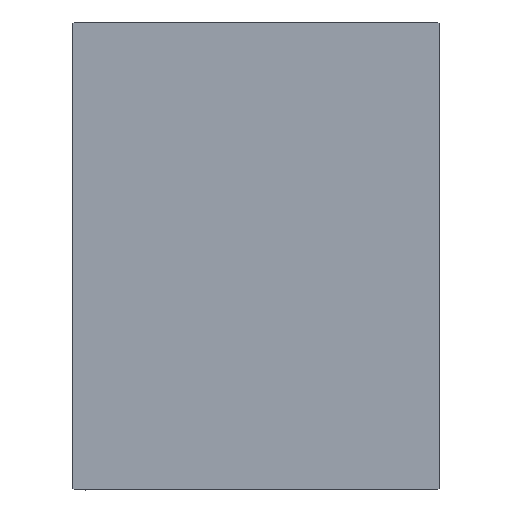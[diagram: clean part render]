
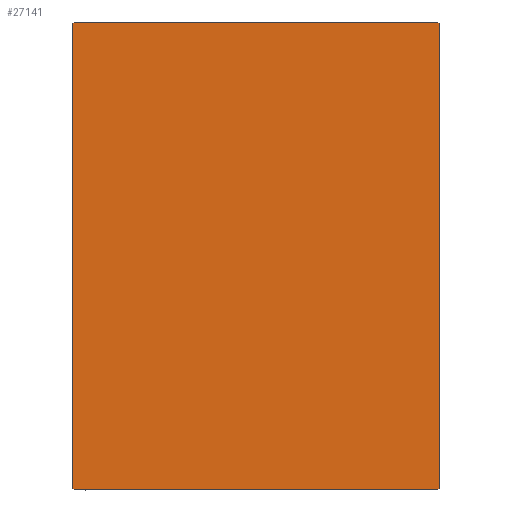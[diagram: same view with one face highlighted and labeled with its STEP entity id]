
A CAD part, left-side view. The second image highlights one B-rep face of the part: STEP entity #27141.
In plain terms, the highlighted face is planar.
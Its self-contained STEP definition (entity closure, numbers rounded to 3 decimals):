
#1172 = EDGE_CURVE ( 'NONE', #16708, #35576, #5094, .T. ) ;
#1851 = LINE ( 'NONE', #8934, #7227 ) ;
#2808 = EDGE_CURVE ( 'NONE', #35576, #23235, #45008, .T. ) ;
#3636 = EDGE_CURVE ( 'NONE', #16253, #5426, #18312, .T. ) ;
#3929 = DIRECTION ( 'NONE',  ( 0., -0.707, -0.707 ) ) ;
#4394 = ORIENTED_EDGE ( 'NONE', *, *, #1172, .T. ) ;
#4977 = VERTEX_POINT ( 'NONE', #24118 ) ;
#5094 = LINE ( 'NONE', #15071, #7889 ) ;
#5342 = CARTESIAN_POINT ( 'NONE',  ( 198., 0., 0. ) ) ;
#5426 = VERTEX_POINT ( 'NONE', #38060 ) ;
#5542 = DIRECTION ( 'NONE',  ( 0., -0.707, 0.707 ) ) ;
#6881 = EDGE_CURVE ( 'NONE', #4977, #16253, #1851, .T. ) ;
#7227 = VECTOR ( 'NONE', #16265, 1000. ) ;
#7889 = VECTOR ( 'NONE', #5542, 1000. ) ;
#7913 = DIRECTION ( 'NONE',  ( 0., 0.707, 0.707 ) ) ;
#8057 = VECTOR ( 'NONE', #3929, 1000. ) ;
#8262 = ORIENTED_EDGE ( 'NONE', *, *, #17304, .T. ) ;
#8396 = CARTESIAN_POINT ( 'NONE',  ( 198., -51.1, 51.1 ) ) ;
#8595 = CARTESIAN_POINT ( 'NONE',  ( 198., -45., -57.2 ) ) ;
#8934 = CARTESIAN_POINT ( 'NONE',  ( 198., -45., -57.5 ) ) ;
#11226 = EDGE_CURVE ( 'NONE', #23235, #30603, #26341, .T. ) ;
#12421 = FACE_OUTER_BOUND ( 'NONE', #43905, .T. ) ;
#12679 = DIRECTION ( 'NONE',  ( 0., -1., 0. ) ) ;
#12751 = ORIENTED_EDGE ( 'NONE', *, *, #11226, .T. ) ;
#13114 = DIRECTION ( 'NONE',  ( 1., 0., 0. ) ) ;
#13151 = VECTOR ( 'NONE', #7913, 1000. ) ;
#13445 = CARTESIAN_POINT ( 'NONE',  ( 198., 45., -57.5 ) ) ;
#13777 = CARTESIAN_POINT ( 'NONE',  ( 198., -51.1, -51.1 ) ) ;
#14016 = LINE ( 'NONE', #13777, #36599 ) ;
#14989 = CARTESIAN_POINT ( 'NONE',  ( 198., 44.7, -57.5 ) ) ;
#15071 = CARTESIAN_POINT ( 'NONE',  ( 198., 51.1, 51.1 ) ) ;
#16085 = DIRECTION ( 'NONE',  ( 0., 0., -1. ) ) ;
#16253 = VERTEX_POINT ( 'NONE', #14989 ) ;
#16265 = DIRECTION ( 'NONE',  ( 0., 1., 0. ) ) ;
#16708 = VERTEX_POINT ( 'NONE', #39593 ) ;
#17304 = EDGE_CURVE ( 'NONE', #37528, #4977, #14016, .T. ) ;
#17877 = ORIENTED_EDGE ( 'NONE', *, *, #6881, .T. ) ;
#18312 = LINE ( 'NONE', #40241, #13151 ) ;
#19635 = LINE ( 'NONE', #34015, #33471 ) ;
#20525 = DIRECTION ( 'NONE',  ( 0., 0., 1. ) ) ;
#20676 = PLANE ( 'NONE',  #35761 ) ;
#21967 = ORIENTED_EDGE ( 'NONE', *, *, #46031, .T. ) ;
#23235 = VERTEX_POINT ( 'NONE', #37864 ) ;
#24118 = CARTESIAN_POINT ( 'NONE',  ( 198., -44.7, -57.5 ) ) ;
#26341 = LINE ( 'NONE', #8396, #8057 ) ;
#27141 = ADVANCED_FACE ( 'NONE', ( #12421 ), #20676, .T. ) ;
#27940 = DIRECTION ( 'NONE',  ( 0., 0.707, -0.707 ) ) ;
#28829 = ORIENTED_EDGE ( 'NONE', *, *, #30293, .T. ) ;
#30293 = EDGE_CURVE ( 'NONE', #30603, #37528, #19635, .T. ) ;
#30491 = VECTOR ( 'NONE', #20525, 1000. ) ;
#30603 = VERTEX_POINT ( 'NONE', #38188 ) ;
#30989 = CARTESIAN_POINT ( 'NONE',  ( 198., 44.7, 57.5 ) ) ;
#31046 = ORIENTED_EDGE ( 'NONE', *, *, #2808, .T. ) ;
#33471 = VECTOR ( 'NONE', #16085, 1000. ) ;
#34015 = CARTESIAN_POINT ( 'NONE',  ( 198., -45., 57.5 ) ) ;
#34209 = LINE ( 'NONE', #13445, #30491 ) ;
#35091 = VECTOR ( 'NONE', #12679, 1000. ) ;
#35576 = VERTEX_POINT ( 'NONE', #30989 ) ;
#35761 = AXIS2_PLACEMENT_3D ( 'NONE', #5342, #13114, #37655 ) ;
#36599 = VECTOR ( 'NONE', #27940, 1000. ) ;
#37528 = VERTEX_POINT ( 'NONE', #8595 ) ;
#37655 = DIRECTION ( 'NONE',  ( 0., 0., -1. ) ) ;
#37859 = ORIENTED_EDGE ( 'NONE', *, *, #3636, .T. ) ;
#37864 = CARTESIAN_POINT ( 'NONE',  ( 198., -44.7, 57.5 ) ) ;
#38060 = CARTESIAN_POINT ( 'NONE',  ( 198., 45., -57.2 ) ) ;
#38188 = CARTESIAN_POINT ( 'NONE',  ( 198., -45., 57.2 ) ) ;
#39593 = CARTESIAN_POINT ( 'NONE',  ( 198., 45., 57.2 ) ) ;
#40241 = CARTESIAN_POINT ( 'NONE',  ( 198., 51.1, -51.1 ) ) ;
#40996 = CARTESIAN_POINT ( 'NONE',  ( 198., 45., 57.5 ) ) ;
#43905 = EDGE_LOOP ( 'NONE', ( #17877, #37859, #21967, #4394, #31046, #12751, #28829, #8262 ) ) ;
#45008 = LINE ( 'NONE', #40996, #35091 ) ;
#46031 = EDGE_CURVE ( 'NONE', #5426, #16708, #34209, .T. ) ;
